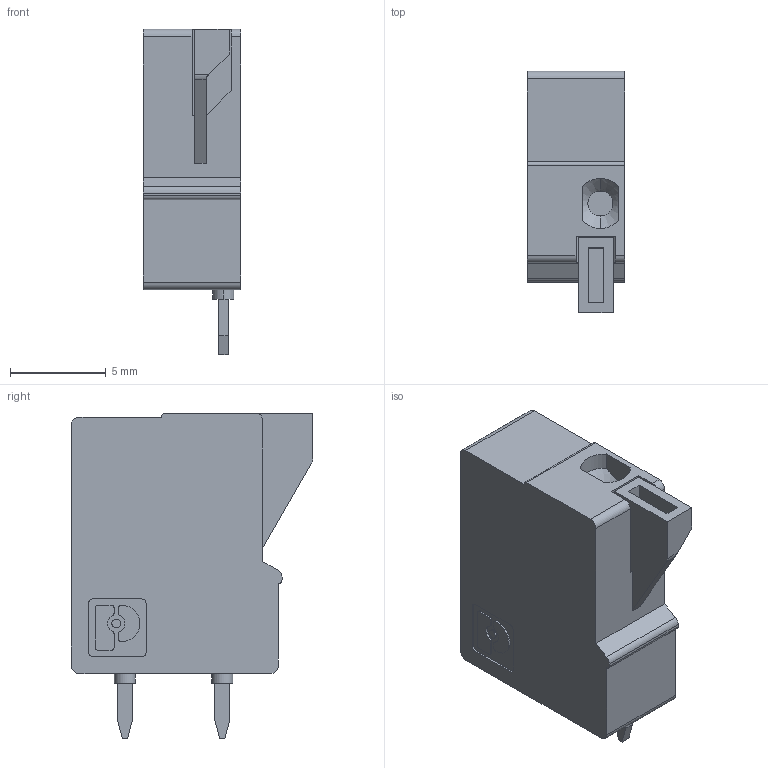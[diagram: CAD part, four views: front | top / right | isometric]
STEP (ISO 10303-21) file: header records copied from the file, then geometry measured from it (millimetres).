
FILE_DESCRIPTION((''),'2;1');
FILE_NAME('PHOENIX_1791855.stp','2013-10-09T14:10:26',(''),(''),'Mechanical Desktop 2011','Mechanical Desktop 2011',', , ');
FILE_SCHEMA(('AUTOMOTIVE_DESIGN { 1 2 10303 214 1 1 1 1 }'));
Length unit declared in the file: millimetre
Products named in the file (1): Product
Bounding box: 5.08 x 12.6 x 17 mm (x, y, z)
Volume: 699.7 mm3; surface area: 680.8 mm2
Topology: 7 solids, 7 shells, 140 faces, 339 edges, 222 vertices
Faces by surface type: plane 80, cylinder 38, torus 12, cone 8, bspline 2
Entity records: 4157 total; most frequent: DIRECTION 734, CARTESIAN_POINT 712, ORIENTED_EDGE 678, EDGE_CURVE 339, AXIS2_PLACEMENT_3D 258, VERTEX_POINT 222, VECTOR 218, LINE 218
